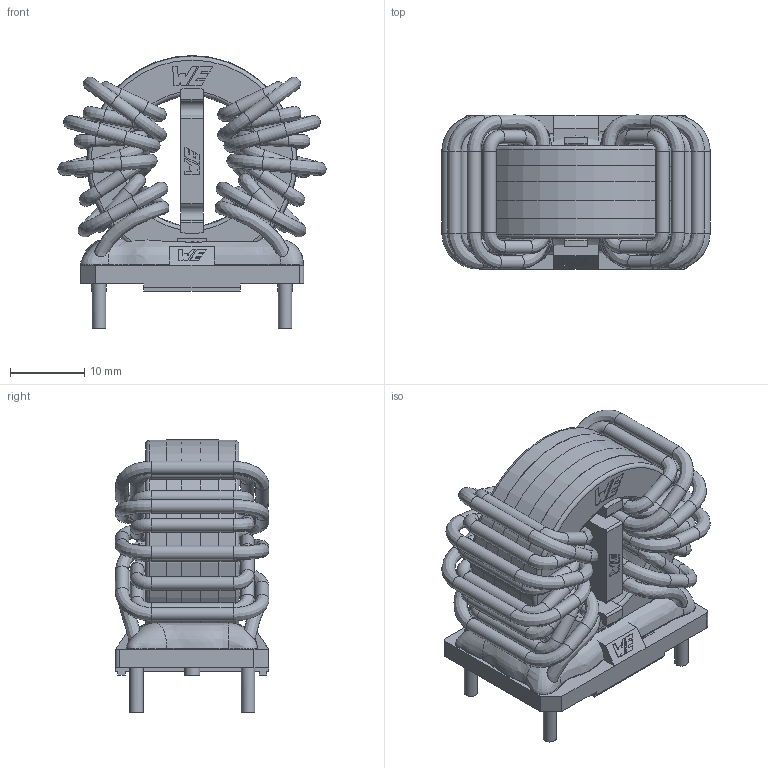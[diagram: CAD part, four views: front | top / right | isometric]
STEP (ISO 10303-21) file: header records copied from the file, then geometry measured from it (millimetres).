
FILE_DESCRIPTION(/* description */ ('Unknown'),/* implementation_level */ '2;1');
FILE_NAME(/* name */ '7448051804',/* time_stamp */ '2024-01-10T15:40:11+01:00',/* author */ ('Unknown'),/* organization */ ('Unknown'),/* preprocessor_version */ 'ST-DEVELOPER v16.7',/* originating_system */ 'Solid Edge',/* authorisation */ 'Unknown');
FILE_SCHEMA (('AUTOMOTIVE_DESIGN {1 0 10303 214 3 1 1}'));
Length unit declared in the file: millimetre
Products named in the file (11): 7448051804; Case_XL; CASE-T2520-A; CORE-252010; CASE-T2520-B; PRT0001; turns; tesaXL; spacer XL; base plate XL; Glue
Assembly tree (10 placements, depth 3):
  7448051804
    Case_XL
      CASE-T2520-A
      CORE-252010
      CASE-T2520-B
      PRT0001
    turns
    tesaXL
    spacer XL
    base plate XL
    Glue
Bounding box: 36.05 x 20.67 x 36.66 mm (x, y, z)
Volume: 10174.5 mm3; surface area: 18357.4 mm2
Topology: 9 solids, 9 shells, 597 faces, 1522 edges, 958 vertices
Faces by surface type: plane 334, cylinder 139, bspline 77, torus 37, cone 10
Full cylindrical faces by diameter (mm): 1.7 x8, 1.8 x78, 2 x10, 17.6 x1, 19.4 x2, 20 x1, 25 x1, 25.6 x2, 28.2 x1, 28.23 x1, 28.31 x1
Entity records: 38552 total; most frequent: CARTESIAN_POINT 23756, DIRECTION 2601, ORIENTED_EDGE 2522, EDGE_CURVE 1261, VERTEX_POINT 916, EDGE_LOOP 875, FACE_BOUND 875, AXIS2_PLACEMENT_3D 868
